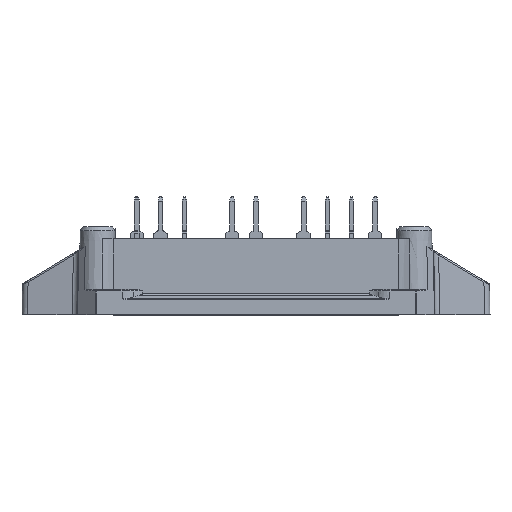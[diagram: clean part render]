
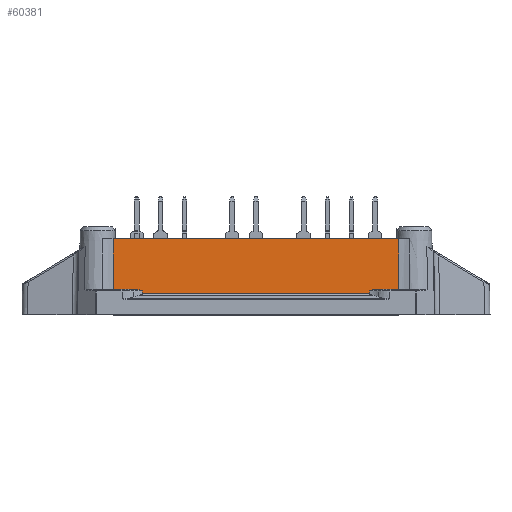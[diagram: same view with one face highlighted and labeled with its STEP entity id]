
A CAD part, front view. The second image highlights one B-rep face of the part: STEP entity #60381.
In plain terms, the highlighted planar face has unit normal (0, -1, 0.018).
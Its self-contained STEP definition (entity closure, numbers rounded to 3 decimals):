
#3253=B_SPLINE_CURVE_WITH_KNOTS('',3,(#83201,#83202,#83203,#83204),
 .UNSPECIFIED.,.F.,.F.,(4,4),(0.,0.001),
 .UNSPECIFIED.);
#3254=B_SPLINE_CURVE_WITH_KNOTS('',3,(#83209,#83210,#83211,#83212),
 .UNSPECIFIED.,.F.,.F.,(4,4),(0.001,0.001),
 .UNSPECIFIED.);
#3255=B_SPLINE_CURVE_WITH_KNOTS('',3,(#83214,#83215,#83216,#83217,#83218,
#83219,#83220),.UNSPECIFIED.,.F.,.F.,(4,1,1,1,4),(0.,
0.,0.,0.,0.001),
 .UNSPECIFIED.);
#3256=B_SPLINE_CURVE_WITH_KNOTS('',3,(#83224,#83225,#83226,#83227),
 .UNSPECIFIED.,.F.,.F.,(4,4),(0.,0.007),
 .UNSPECIFIED.);
#3257=B_SPLINE_CURVE_WITH_KNOTS('',3,(#83228,#83229,#83230,#83231),
 .UNSPECIFIED.,.F.,.F.,(4,4),(0.,0.007),.UNSPECIFIED.);
#3258=B_SPLINE_CURVE_WITH_KNOTS('',3,(#83235,#83236,#83237,#83238,#83239,
#83240),.UNSPECIFIED.,.F.,.F.,(4,1,1,4),(0.,0.,0.001,
0.001),.UNSPECIFIED.);
#4845=ORIENTED_EDGE('',*,*,#17749,.T.);
#4846=ORIENTED_EDGE('',*,*,#17750,.T.);
#4847=ORIENTED_EDGE('',*,*,#17751,.T.);
#4848=ORIENTED_EDGE('',*,*,#17752,.T.);
#4849=ORIENTED_EDGE('',*,*,#17753,.F.);
#4850=ORIENTED_EDGE('',*,*,#17754,.T.);
#4851=ORIENTED_EDGE('',*,*,#17270,.T.);
#4852=ORIENTED_EDGE('',*,*,#17755,.T.);
#4853=ORIENTED_EDGE('',*,*,#17756,.T.);
#4854=ORIENTED_EDGE('',*,*,#17757,.T.);
#17270=EDGE_CURVE('',#23743,#23742,#27490,.F.);
#17749=EDGE_CURVE('',#24185,#24186,#3253,.T.);
#17750=EDGE_CURVE('',#24186,#24187,#27705,.F.);
#17751=EDGE_CURVE('',#24187,#24188,#3254,.T.);
#17752=EDGE_CURVE('',#24188,#24189,#3255,.T.);
#17753=EDGE_CURVE('',#24190,#24189,#27706,.F.);
#17754=EDGE_CURVE('',#24190,#23743,#3256,.T.);
#17755=EDGE_CURVE('',#23742,#24191,#3257,.T.);
#17756=EDGE_CURVE('',#24191,#24192,#27707,.F.);
#17757=EDGE_CURVE('',#24192,#24185,#3258,.T.);
#23742=VERTEX_POINT('',#81907);
#23743=VERTEX_POINT('',#81909);
#24185=VERTEX_POINT('',#83205);
#24186=VERTEX_POINT('',#83206);
#24187=VERTEX_POINT('',#83208);
#24188=VERTEX_POINT('',#83213);
#24189=VERTEX_POINT('',#83221);
#24190=VERTEX_POINT('',#83223);
#24191=VERTEX_POINT('',#83232);
#24192=VERTEX_POINT('',#83234);
#27490=LINE('',#81908,#31578);
#27705=LINE('',#83207,#31793);
#27706=LINE('',#83222,#31794);
#27707=LINE('',#83233,#31795);
#31578=VECTOR('',#68353,1000.);
#31793=VECTOR('',#69016,1000.);
#31794=VECTOR('',#69017,1000.);
#31795=VECTOR('',#69018,1000.);
#35525=EDGE_LOOP('',(#4845,#4846,#4847,#4848,#4849,#4850,#4851,#4852,#4853,
#4854));
#38277=FACE_BOUND('',#35525,.T.);
#40915=PLANE('',#63443);
#60381=ADVANCED_FACE('',(#38277),#40915,.T.);
#63443=AXIS2_PLACEMENT_3D('',#83200,#69014,#69015);
#68353=DIRECTION('',(1.,0.,0.));
#69014=DIRECTION('',(0.,-1.,0.017));
#69015=DIRECTION('',(0.,0.017,1.));
#69016=DIRECTION('',(-1.,0.,0.));
#69017=DIRECTION('',(1.,0.,0.));
#69018=DIRECTION('',(-1.,0.,0.));
#81907=CARTESIAN_POINT('',(-19.154,-16.103,10.2));
#81908=CARTESIAN_POINT('',(-26.5,-16.103,10.2));
#81909=CARTESIAN_POINT('',(19.154,-16.103,10.2));
#83200=CARTESIAN_POINT('',(-26.5,-16.23,2.9));
#83201=CARTESIAN_POINT('',(-15.277,-16.225,3.203));
#83202=CARTESIAN_POINT('',(-15.277,-16.227,3.076));
#83203=CARTESIAN_POINT('',(-15.277,-16.229,2.949));
#83204=CARTESIAN_POINT('',(-15.277,-16.231,2.822));
#83205=CARTESIAN_POINT('',(-15.277,-16.225,3.203));
#83206=CARTESIAN_POINT('',(-15.277,-16.231,2.822));
#83207=CARTESIAN_POINT('',(15.276,-16.231,2.822));
#83208=CARTESIAN_POINT('',(15.277,-16.231,2.822));
#83209=CARTESIAN_POINT('',(15.277,-16.231,2.822));
#83210=CARTESIAN_POINT('',(15.277,-16.229,2.949));
#83211=CARTESIAN_POINT('',(15.277,-16.227,3.076));
#83212=CARTESIAN_POINT('',(15.277,-16.225,3.203));
#83213=CARTESIAN_POINT('',(15.277,-16.225,3.203));
#83214=CARTESIAN_POINT('',(15.277,-16.225,3.203));
#83215=CARTESIAN_POINT('',(15.277,-16.224,3.233));
#83216=CARTESIAN_POINT('',(15.331,-16.223,3.273));
#83217=CARTESIAN_POINT('',(15.431,-16.223,3.319));
#83218=CARTESIAN_POINT('',(15.627,-16.222,3.377));
#83219=CARTESIAN_POINT('',(15.794,-16.221,3.4));
#83220=CARTESIAN_POINT('',(15.909,-16.221,3.4));
#83221=CARTESIAN_POINT('',(15.909,-16.221,3.4));
#83222=CARTESIAN_POINT('',(-26.5,-16.221,3.4));
#83223=CARTESIAN_POINT('',(19.136,-16.221,3.4));
#83224=CARTESIAN_POINT('',(19.136,-16.221,3.4));
#83225=CARTESIAN_POINT('',(19.142,-16.182,5.667));
#83226=CARTESIAN_POINT('',(19.148,-16.142,7.933));
#83227=CARTESIAN_POINT('',(19.154,-16.103,10.2));
#83228=CARTESIAN_POINT('',(-19.154,-16.103,10.2));
#83229=CARTESIAN_POINT('',(-19.148,-16.142,7.933));
#83230=CARTESIAN_POINT('',(-19.142,-16.182,5.667));
#83231=CARTESIAN_POINT('',(-19.136,-16.221,3.4));
#83232=CARTESIAN_POINT('',(-19.136,-16.221,3.4));
#83233=CARTESIAN_POINT('',(-26.5,-16.221,3.4));
#83234=CARTESIAN_POINT('',(-15.909,-16.221,3.4));
#83235=CARTESIAN_POINT('',(-15.909,-16.221,3.4));
#83236=CARTESIAN_POINT('',(-15.794,-16.221,3.4));
#83237=CARTESIAN_POINT('',(-15.619,-16.222,3.378));
#83238=CARTESIAN_POINT('',(-15.415,-16.223,3.31));
#83239=CARTESIAN_POINT('',(-15.277,-16.224,3.262));
#83240=CARTESIAN_POINT('',(-15.277,-16.225,3.203));
